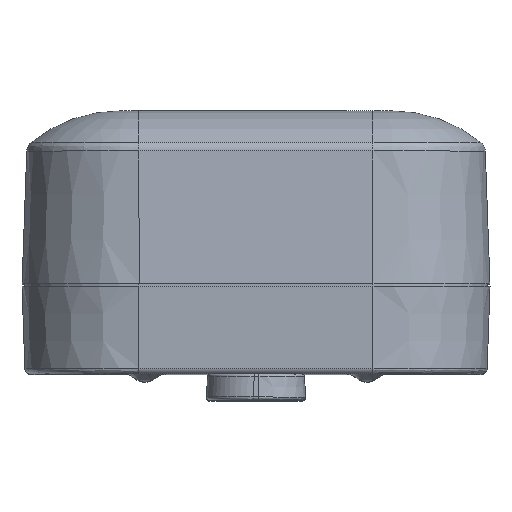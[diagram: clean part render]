
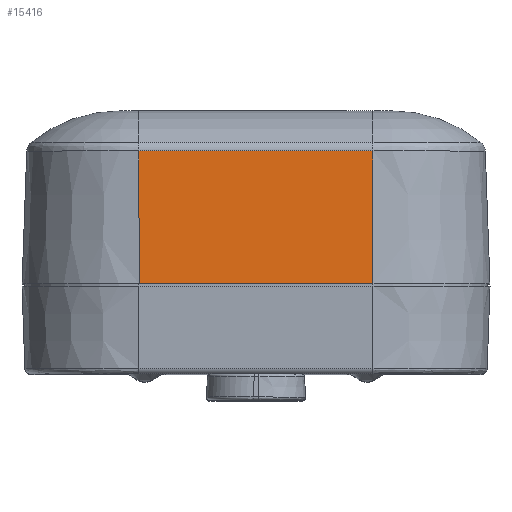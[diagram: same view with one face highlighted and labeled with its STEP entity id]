
A CAD part, top view. The second image highlights one B-rep face of the part: STEP entity #15416.
In plain terms, the highlighted face is planar.
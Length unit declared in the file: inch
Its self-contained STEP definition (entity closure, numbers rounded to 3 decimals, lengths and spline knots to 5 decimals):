
#2614 = CARTESIAN_POINT ( 'NONE',  ( 0.7874, 0., -1.5748 ) ) ;
#3019 = VECTOR ( 'NONE', #70081, 39.37008 ) ;
#5534 = ORIENTED_EDGE ( 'NONE', *, *, #73175, .T. ) ;
#7680 = PLANE ( 'NONE',  #16928 ) ;
#13538 = DIRECTION ( 'NONE',  ( -1., 0., 0. ) ) ;
#15416 = ADVANCED_FACE ( 'NONE', ( #76364 ), #7680, .T. ) ;
#16928 = AXIS2_PLACEMENT_3D ( 'NONE', #51734, #32349, #33148 ) ;
#17298 = EDGE_CURVE ( 'NONE', #23605, #60712, #63620, .T. ) ;
#23605 = VERTEX_POINT ( 'NONE', #78272 ) ;
#25681 = CARTESIAN_POINT ( 'NONE',  ( -0.7874, 0.01575, -1.57425 ) ) ;
#25978 = DIRECTION ( 'NONE',  ( -1., 0., 0. ) ) ;
#32349 = DIRECTION ( 'NONE',  ( 0., 0.035, -0.999 ) ) ;
#32471 = CARTESIAN_POINT ( 'NONE',  ( 0.7874, 0.90996, -1.54303 ) ) ;
#33148 = DIRECTION ( 'NONE',  ( 0., 0.999, 0.035 ) ) ;
#36423 = VERTEX_POINT ( 'NONE', #57213 ) ;
#38519 = LINE ( 'NONE', #32471, #57906 ) ;
#41244 = EDGE_CURVE ( 'NONE', #60712, #68898, #38519, .T. ) ;
#41796 = ORIENTED_EDGE ( 'NONE', *, *, #17298, .F. ) ;
#41961 = EDGE_CURVE ( 'NONE', #23605, #36423, #50761, .T. ) ;
#50400 = LINE ( 'NONE', #75024, #52165 ) ;
#50761 = LINE ( 'NONE', #25681, #69674 ) ;
#51142 = ORIENTED_EDGE ( 'NONE', *, *, #41961, .T. ) ;
#51170 = EDGE_LOOP ( 'NONE', ( #66423, #41796, #51142, #5534 ) ) ;
#51734 = CARTESIAN_POINT ( 'NONE',  ( -0.7874, 0., -1.5748 ) ) ;
#52165 = VECTOR ( 'NONE', #69341, 39.37008 ) ;
#56851 = CARTESIAN_POINT ( 'NONE',  ( 0.7874, 0.90996, -1.54303 ) ) ;
#57213 = CARTESIAN_POINT ( 'NONE',  ( -0.7874, 0.01575, -1.57425 ) ) ;
#57906 = VECTOR ( 'NONE', #25978, 39.37008 ) ;
#60712 = VERTEX_POINT ( 'NONE', #56851 ) ;
#63620 = LINE ( 'NONE', #2614, #3019 ) ;
#66423 = ORIENTED_EDGE ( 'NONE', *, *, #41244, .F. ) ;
#68898 = VERTEX_POINT ( 'NONE', #76516 ) ;
#69341 = DIRECTION ( 'NONE',  ( 0., 0.999, 0.035 ) ) ;
#69674 = VECTOR ( 'NONE', #13538, 39.37008 ) ;
#70081 = DIRECTION ( 'NONE',  ( 0., 0.999, 0.035 ) ) ;
#73175 = EDGE_CURVE ( 'NONE', #36423, #68898, #50400, .T. ) ;
#75024 = CARTESIAN_POINT ( 'NONE',  ( -0.7874, 0., -1.5748 ) ) ;
#76364 = FACE_OUTER_BOUND ( 'NONE', #51170, .T. ) ;
#76516 = CARTESIAN_POINT ( 'NONE',  ( -0.7874, 0.90996, -1.54303 ) ) ;
#78272 = CARTESIAN_POINT ( 'NONE',  ( 0.7874, 0.01575, -1.57425 ) ) ;
